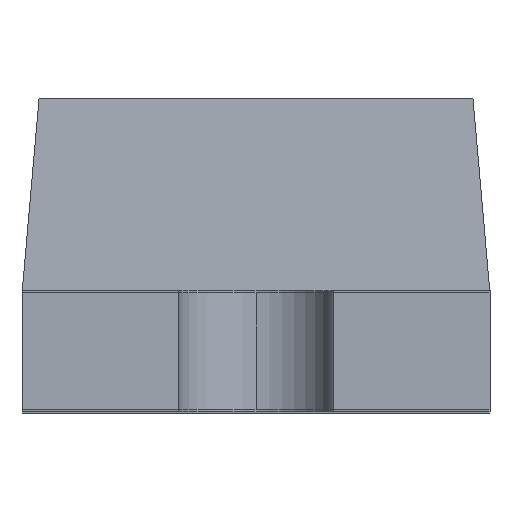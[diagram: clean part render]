
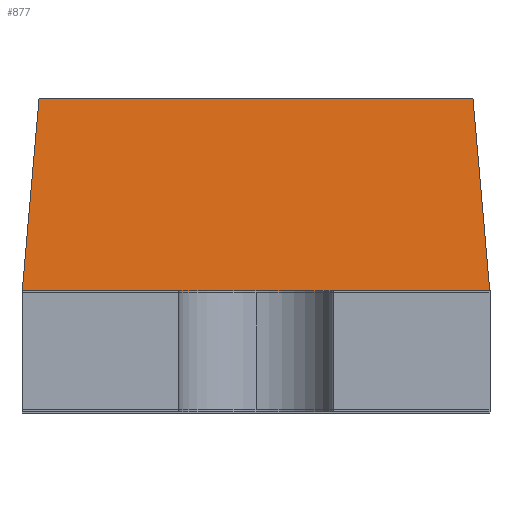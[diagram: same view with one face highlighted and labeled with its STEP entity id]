
A CAD part, top view. The second image highlights one B-rep face of the part: STEP entity #877.
In plain terms, the highlighted planar face has unit normal (0, 0.087, 0.996).
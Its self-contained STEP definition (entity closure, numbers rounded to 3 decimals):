
#57 = VECTOR ( 'NONE', #542, 1000. ) ;
#66 = VERTEX_POINT ( 'NONE', #2225 ) ;
#161 = DIRECTION ( 'NONE',  ( 1., 0., 0. ) ) ;
#178 = CARTESIAN_POINT ( 'NONE',  ( 0.591, 0.403, 0.591 ) ) ;
#199 = VECTOR ( 'NONE', #1167, 1000. ) ;
#202 = ORIENTED_EDGE ( 'NONE', *, *, #976, .T. ) ;
#221 = CARTESIAN_POINT ( 'NONE',  ( -0.6, 0.3, 0.6 ) ) ;
#335 = CARTESIAN_POINT ( 'NONE',  ( -0.6, 0.3, 0.6 ) ) ;
#371 = LINE ( 'NONE', #178, #57 ) ;
#412 = FACE_OUTER_BOUND ( 'NONE', #989, .T. ) ;
#533 = LINE ( 'NONE', #335, #1787 ) ;
#542 = DIRECTION ( 'NONE',  ( 0.087, -0.992, 0.087 ) ) ;
#780 = AXIS2_PLACEMENT_3D ( 'NONE', #1107, #1141, #2029 ) ;
#836 = CARTESIAN_POINT ( 'NONE',  ( 0.6, 0.3, 0.6 ) ) ;
#877 = ADVANCED_FACE ( 'NONE', ( #412 ), #2237, .T. ) ;
#922 = EDGE_CURVE ( 'NONE', #1578, #66, #1359, .T. ) ;
#976 = EDGE_CURVE ( 'NONE', #1578, #1829, #1012, .T. ) ;
#989 = EDGE_LOOP ( 'NONE', ( #1341, #2071, #1518, #202 ) ) ;
#1012 = LINE ( 'NONE', #2282, #1632 ) ;
#1044 = VERTEX_POINT ( 'NONE', #836 ) ;
#1107 = CARTESIAN_POINT ( 'NONE',  ( -0.6, 0.3, 0.6 ) ) ;
#1118 = EDGE_CURVE ( 'NONE', #66, #1044, #371, .T. ) ;
#1141 = DIRECTION ( 'NONE',  ( 0., 0.087, 0.996 ) ) ;
#1167 = DIRECTION ( 'NONE',  ( 1., 0., 0. ) ) ;
#1341 = ORIENTED_EDGE ( 'NONE', *, *, #1443, .T. ) ;
#1359 = LINE ( 'NONE', #2083, #199 ) ;
#1423 = CARTESIAN_POINT ( 'NONE',  ( -0.556, 0.8, 0.556 ) ) ;
#1443 = EDGE_CURVE ( 'NONE', #1829, #1044, #533, .T. ) ;
#1518 = ORIENTED_EDGE ( 'NONE', *, *, #922, .F. ) ;
#1578 = VERTEX_POINT ( 'NONE', #1423 ) ;
#1632 = VECTOR ( 'NONE', #1705, 1000. ) ;
#1705 = DIRECTION ( 'NONE',  ( -0.087, -0.992, 0.087 ) ) ;
#1787 = VECTOR ( 'NONE', #161, 1000. ) ;
#1829 = VERTEX_POINT ( 'NONE', #221 ) ;
#2029 = DIRECTION ( 'NONE',  ( 0., -0.996, 0.087 ) ) ;
#2071 = ORIENTED_EDGE ( 'NONE', *, *, #1118, .F. ) ;
#2083 = CARTESIAN_POINT ( 'NONE',  ( -0.6, 0.8, 0.556 ) ) ;
#2225 = CARTESIAN_POINT ( 'NONE',  ( 0.556, 0.8, 0.556 ) ) ;
#2237 = PLANE ( 'NONE',  #780 ) ;
#2282 = CARTESIAN_POINT ( 'NONE',  ( -0.6, 0.3, 0.6 ) ) ;
